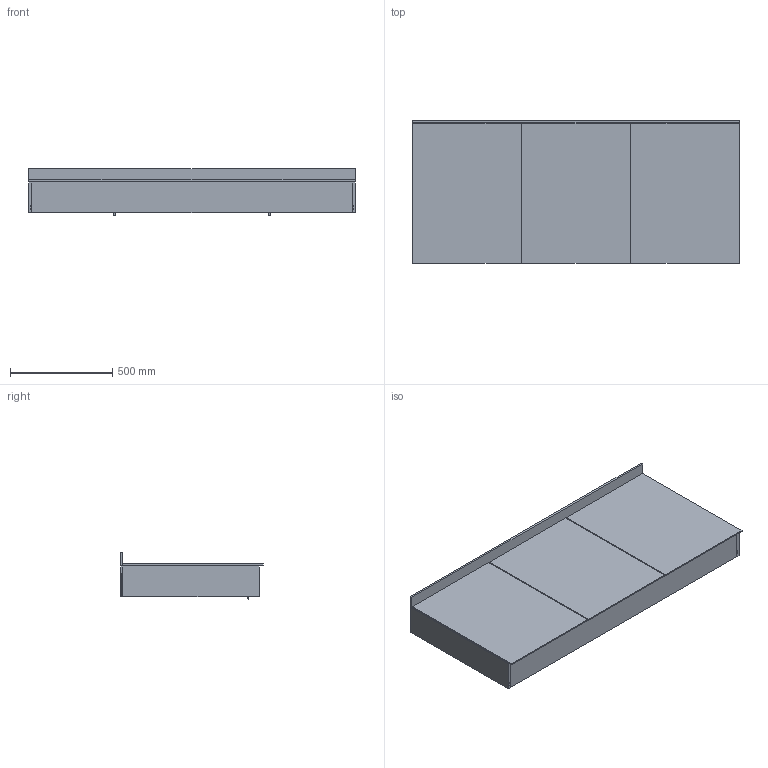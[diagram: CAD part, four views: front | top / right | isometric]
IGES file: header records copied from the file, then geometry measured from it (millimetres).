
Start section: SolidWorks IGES file using analytic representation for surfaces
Global section: file name: MIRR2-1600-HE2.IGS; native system: SolidWorks 2020; preprocessor: SolidWorks 2020; author: a.dellen; date: 210322.114007; units: millimetre
Bounding box: 1600 x 700 x 228 mm (x, y, z)
Surface area: 8610596.2 mm2 (no closed solid volume)
Topology: 0 solids, 0 shells, 962 faces, 12794 edges, 12794 vertices
Faces by surface type: bspline 704, revolution 258
